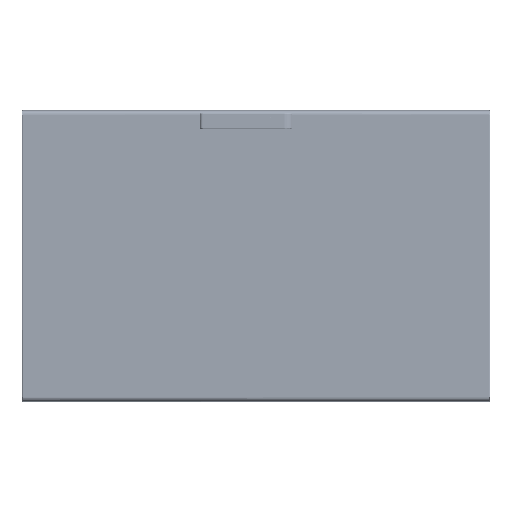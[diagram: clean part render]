
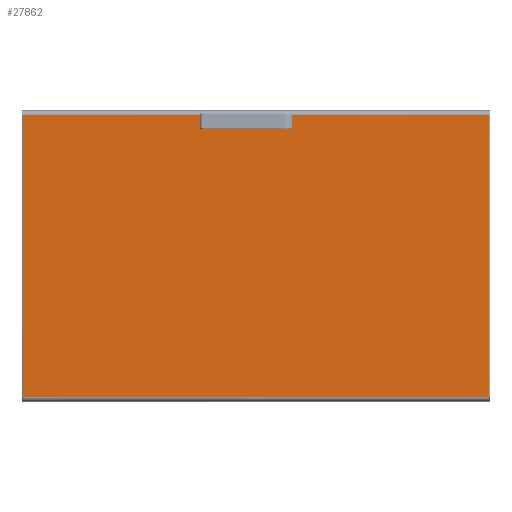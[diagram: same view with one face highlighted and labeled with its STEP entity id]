
A CAD part, top view. The second image highlights one B-rep face of the part: STEP entity #27862.
In plain terms, the highlighted planar face has unit normal (0, 0, 1).
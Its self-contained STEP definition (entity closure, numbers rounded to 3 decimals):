
#27862 = ADVANCED_FACE ( 'NONE', ( #102138 ), #102140, .T. ) ;
#31529 = CIRCLE ( 'NONE', #31534, 4.5 ) ;
#31534 = AXIS2_PLACEMENT_3D ( 'NONE', #33685, #33688, #33692 ) ;
#31610 = VECTOR ( 'NONE', #34433, 1000. ) ;
#31613 = CIRCLE ( 'NONE', #31616, 12.5 ) ;
#31615 = VECTOR ( 'NONE', #34423, 1000. ) ;
#31616 = AXIS2_PLACEMENT_3D ( 'NONE', #34411, #34414, #34417 ) ;
#31617 = VECTOR ( 'NONE', #34522, 1000. ) ;
#31618 = VECTOR ( 'NONE', #34444, 1000. ) ;
#31619 = VECTOR ( 'NONE', #34457, 1000. ) ;
#31620 = VECTOR ( 'NONE', #34469, 1000. ) ;
#31621 = CIRCLE ( 'NONE', #31623, 12.5 ) ;
#31622 = VECTOR ( 'NONE', #34495, 1000. ) ;
#31623 = AXIS2_PLACEMENT_3D ( 'NONE', #34482, #34486, #34489 ) ;
#31624 = CIRCLE ( 'NONE', #31626, 4.5 ) ;
#31625 = CIRCLE ( 'NONE', #31629, 12.5 ) ;
#31626 = AXIS2_PLACEMENT_3D ( 'NONE', #34508, #34511, #34514 ) ;
#31627 = VECTOR ( 'NONE', #34547, 1000. ) ;
#31628 = CIRCLE ( 'NONE', #31632, 12.5 ) ;
#31629 = AXIS2_PLACEMENT_3D ( 'NONE', #34534, #34538, #34541 ) ;
#31630 = VECTOR ( 'NONE', #34574, 1000. ) ;
#31631 = CIRCLE ( 'NONE', #31635, 4.5 ) ;
#31632 = AXIS2_PLACEMENT_3D ( 'NONE', #34561, #34565, #34568 ) ;
#31633 = VECTOR ( 'NONE', #34603, 1000. ) ;
#31635 = AXIS2_PLACEMENT_3D ( 'NONE', #34590, #34594, #34596 ) ;
#33685 = CARTESIAN_POINT ( 'NONE',  ( 54.3, 275.5, 2. ) ) ;
#33688 = DIRECTION ( 'NONE',  ( 0., 0., 1. ) ) ;
#33692 = DIRECTION ( 'NONE',  ( -1., 0., 0. ) ) ;
#34390 = LINE ( 'NONE', #34393, #31615 ) ;
#34393 = CARTESIAN_POINT ( 'NONE',  ( 475.49, 287.5, 2. ) ) ;
#34405 = CARTESIAN_POINT ( 'NONE',  ( 37.662, 280., 2. ) ) ;
#34407 = LINE ( 'NONE', #34427, #31610 ) ;
#34411 = CARTESIAN_POINT ( 'NONE',  ( -26., 275.5, 2. ) ) ;
#34414 = DIRECTION ( 'NONE',  ( 0., 0., 1. ) ) ;
#34417 = DIRECTION ( 'NONE',  ( 1., 0., 0. ) ) ;
#34419 = LINE ( 'NONE', #34405, #31622 ) ;
#34423 = DIRECTION ( 'NONE',  ( -1., 0., 0. ) ) ;
#34427 = CARTESIAN_POINT ( 'NONE',  ( -475.49, 295., 2. ) ) ;
#34433 = DIRECTION ( 'NONE',  ( 0., -1., 0. ) ) ;
#34436 = LINE ( 'NONE', #34441, #31618 ) ;
#34441 = CARTESIAN_POINT ( 'NONE',  ( -475.49, -287.5, 2. ) ) ;
#34444 = DIRECTION ( 'NONE',  ( 1., 0., 0. ) ) ;
#34448 = LINE ( 'NONE', #34453, #31619 ) ;
#34453 = CARTESIAN_POINT ( 'NONE',  ( 475.49, -295., 2. ) ) ;
#34457 = DIRECTION ( 'NONE',  ( 0., 1., 0. ) ) ;
#34460 = LINE ( 'NONE', #34465, #31620 ) ;
#34465 = CARTESIAN_POINT ( 'NONE',  ( 475.49, 287.5, 2. ) ) ;
#34469 = DIRECTION ( 'NONE',  ( -1., 0., 0. ) ) ;
#34475 = CARTESIAN_POINT ( 'NONE',  ( 37.662, 271., 2. ) ) ;
#34482 = CARTESIAN_POINT ( 'NONE',  ( 26., 275.5, 2. ) ) ;
#34486 = DIRECTION ( 'NONE',  ( 0., 0., 1. ) ) ;
#34489 = DIRECTION ( 'NONE',  ( -1., 0., 0. ) ) ;
#34495 = DIRECTION ( 'NONE',  ( -1., 0., 0. ) ) ;
#34505 = LINE ( 'NONE', #34475, #31617 ) ;
#34508 = CARTESIAN_POINT ( 'NONE',  ( 54.3, 275.5, 2. ) ) ;
#34511 = DIRECTION ( 'NONE',  ( 0., 0., 1. ) ) ;
#34514 = DIRECTION ( 'NONE',  ( -1., 0., 0. ) ) ;
#34518 = CARTESIAN_POINT ( 'NONE',  ( -14.338, 271., 2. ) ) ;
#34522 = DIRECTION ( 'NONE',  ( 1., 0., 0. ) ) ;
#34532 = LINE ( 'NONE', #34518, #31627 ) ;
#34534 = CARTESIAN_POINT ( 'NONE',  ( 26., 275.5, 2. ) ) ;
#34538 = DIRECTION ( 'NONE',  ( 0., 0., 1. ) ) ;
#34541 = DIRECTION ( 'NONE',  ( -1., 0., 0. ) ) ;
#34545 = CARTESIAN_POINT ( 'NONE',  ( -37.662, 271., 2. ) ) ;
#34547 = DIRECTION ( 'NONE',  ( 1., 0., 0. ) ) ;
#34558 = LINE ( 'NONE', #34545, #31630 ) ;
#34561 = CARTESIAN_POINT ( 'NONE',  ( -26., 275.5, 2. ) ) ;
#34565 = DIRECTION ( 'NONE',  ( 0., 0., 1. ) ) ;
#34568 = DIRECTION ( 'NONE',  ( 1., 0., 0. ) ) ;
#34571 = CARTESIAN_POINT ( 'NONE',  ( -37.662, 280., 2. ) ) ;
#34574 = DIRECTION ( 'NONE',  ( 1., 0., 0. ) ) ;
#34587 = LINE ( 'NONE', #34571, #31633 ) ;
#34590 = CARTESIAN_POINT ( 'NONE',  ( -54.3, 275.5, 2. ) ) ;
#34594 = DIRECTION ( 'NONE',  ( 0., 0., 1. ) ) ;
#34596 = DIRECTION ( 'NONE',  ( 1., 0., 0. ) ) ;
#34603 = DIRECTION ( 'NONE',  ( -1., 0., 0. ) ) ;
#37828 = CARTESIAN_POINT ( 'NONE',  ( 58.8, 275.5, 2. ) ) ;
#37830 = CARTESIAN_POINT ( 'NONE',  ( 54.3, 280., 2. ) ) ;
#37863 = CARTESIAN_POINT ( 'NONE',  ( 14.338, 271., 2. ) ) ;
#37905 = CARTESIAN_POINT ( 'NONE',  ( -37.662, 280., 2. ) ) ;
#37908 = CARTESIAN_POINT ( 'NONE',  ( -14.338, 271., 2. ) ) ;
#37910 = CARTESIAN_POINT ( 'NONE',  ( -29.5, 287.5, 2. ) ) ;
#37915 = CARTESIAN_POINT ( 'NONE',  ( 54.3, 271., 2. ) ) ;
#37917 = CARTESIAN_POINT ( 'NONE',  ( 37.662, 280., 2. ) ) ;
#37919 = CARTESIAN_POINT ( 'NONE',  ( -475.49, 287.5, 2. ) ) ;
#37921 = CARTESIAN_POINT ( 'NONE',  ( -475.49, -287.5, 2. ) ) ;
#37922 = CARTESIAN_POINT ( 'NONE',  ( 475.49, -287.5, 2. ) ) ;
#37924 = CARTESIAN_POINT ( 'NONE',  ( 475.49, 287.5, 2. ) ) ;
#37926 = CARTESIAN_POINT ( 'NONE',  ( 29.5, 287.5, 2. ) ) ;
#37928 = CARTESIAN_POINT ( 'NONE',  ( -37.662, 271., 2. ) ) ;
#37929 = CARTESIAN_POINT ( 'NONE',  ( 37.662, 271., 2. ) ) ;
#37931 = CARTESIAN_POINT ( 'NONE',  ( -54.3, 271., 2. ) ) ;
#37933 = CARTESIAN_POINT ( 'NONE',  ( -54.3, 280., 2. ) ) ;
#54892 = EDGE_LOOP ( 'NONE', ( #131210, #131213, #131216, #131219, #131222, #131225, #131227, #131230, #131233, #131236, #131239, #131242, #131245, #131247, #131250, #131253, #131256 ) ) ;
#72544 = EDGE_CURVE ( 'NONE', #134918, #134919, #31529, .T. ) ;
#72677 = EDGE_CURVE ( 'NONE', #134995, #134990, #31613, .T. ) ;
#72680 = EDGE_CURVE ( 'NONE', #134995, #135003, #34390, .T. ) ;
#72682 = EDGE_CURVE ( 'NONE', #135003, #135004, #34407, .T. ) ;
#72684 = EDGE_CURVE ( 'NONE', #135004, #135006, #34436, .T. ) ;
#72687 = EDGE_CURVE ( 'NONE', #135006, #135008, #34448, .T. ) ;
#72689 = EDGE_CURVE ( 'NONE', #135008, #135010, #34460, .T. ) ;
#72691 = EDGE_CURVE ( 'NONE', #135002, #135010, #31621, .T. ) ;
#72694 = EDGE_CURVE ( 'NONE', #134919, #135002, #34419, .T. ) ;
#72696 = EDGE_CURVE ( 'NONE', #135000, #134918, #31624, .T. ) ;
#72698 = EDGE_CURVE ( 'NONE', #135014, #135000, #34505, .T. ) ;
#72701 = EDGE_CURVE ( 'NONE', #134952, #135014, #31625, .T. ) ;
#72703 = EDGE_CURVE ( 'NONE', #134993, #134952, #34532, .T. ) ;
#72705 = EDGE_CURVE ( 'NONE', #135012, #134993, #31628, .T. ) ;
#72708 = EDGE_CURVE ( 'NONE', #135015, #135012, #34558, .T. ) ;
#72710 = EDGE_CURVE ( 'NONE', #135017, #135015, #31631, .T. ) ;
#72712 = EDGE_CURVE ( 'NONE', #134990, #135017, #34587, .T. ) ;
#102135 = CARTESIAN_POINT ( 'NONE',  ( -475.5, -295., 2. ) ) ;
#102138 = FACE_OUTER_BOUND ( 'NONE', #54892, .T. ) ;
#102140 = PLANE ( 'NONE',  #113192 ) ;
#102143 = DIRECTION ( 'NONE',  ( 0., 0., 1. ) ) ;
#102145 = DIRECTION ( 'NONE',  ( 1., 0., 0. ) ) ;
#113192 = AXIS2_PLACEMENT_3D ( 'NONE', #102135, #102143, #102145 ) ;
#131210 = ORIENTED_EDGE ( 'NONE', *, *, #72677, .F. ) ;
#131213 = ORIENTED_EDGE ( 'NONE', *, *, #72680, .T. ) ;
#131216 = ORIENTED_EDGE ( 'NONE', *, *, #72682, .T. ) ;
#131219 = ORIENTED_EDGE ( 'NONE', *, *, #72684, .T. ) ;
#131222 = ORIENTED_EDGE ( 'NONE', *, *, #72687, .T. ) ;
#131225 = ORIENTED_EDGE ( 'NONE', *, *, #72689, .T. ) ;
#131227 = ORIENTED_EDGE ( 'NONE', *, *, #72691, .F. ) ;
#131230 = ORIENTED_EDGE ( 'NONE', *, *, #72694, .F. ) ;
#131233 = ORIENTED_EDGE ( 'NONE', *, *, #72544, .F. ) ;
#131236 = ORIENTED_EDGE ( 'NONE', *, *, #72696, .F. ) ;
#131239 = ORIENTED_EDGE ( 'NONE', *, *, #72698, .F. ) ;
#131242 = ORIENTED_EDGE ( 'NONE', *, *, #72701, .F. ) ;
#131245 = ORIENTED_EDGE ( 'NONE', *, *, #72703, .F. ) ;
#131247 = ORIENTED_EDGE ( 'NONE', *, *, #72705, .F. ) ;
#131250 = ORIENTED_EDGE ( 'NONE', *, *, #72708, .F. ) ;
#131253 = ORIENTED_EDGE ( 'NONE', *, *, #72710, .F. ) ;
#131256 = ORIENTED_EDGE ( 'NONE', *, *, #72712, .F. ) ;
#134918 = VERTEX_POINT ( 'NONE', #37828 ) ;
#134919 = VERTEX_POINT ( 'NONE', #37830 ) ;
#134952 = VERTEX_POINT ( 'NONE', #37863 ) ;
#134990 = VERTEX_POINT ( 'NONE', #37905 ) ;
#134993 = VERTEX_POINT ( 'NONE', #37908 ) ;
#134995 = VERTEX_POINT ( 'NONE', #37910 ) ;
#135000 = VERTEX_POINT ( 'NONE', #37915 ) ;
#135002 = VERTEX_POINT ( 'NONE', #37917 ) ;
#135003 = VERTEX_POINT ( 'NONE', #37919 ) ;
#135004 = VERTEX_POINT ( 'NONE', #37921 ) ;
#135006 = VERTEX_POINT ( 'NONE', #37922 ) ;
#135008 = VERTEX_POINT ( 'NONE', #37924 ) ;
#135010 = VERTEX_POINT ( 'NONE', #37926 ) ;
#135012 = VERTEX_POINT ( 'NONE', #37928 ) ;
#135014 = VERTEX_POINT ( 'NONE', #37929 ) ;
#135015 = VERTEX_POINT ( 'NONE', #37931 ) ;
#135017 = VERTEX_POINT ( 'NONE', #37933 ) ;
